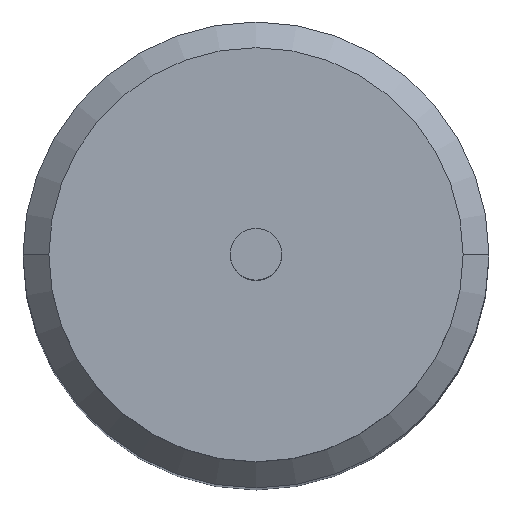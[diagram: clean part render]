
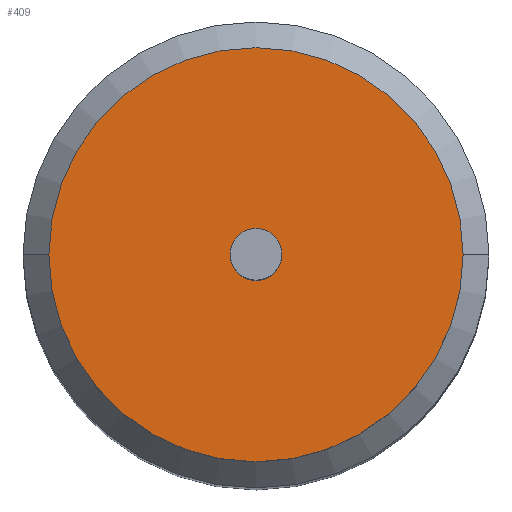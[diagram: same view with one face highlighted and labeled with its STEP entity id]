
A CAD part, top view. The second image highlights one B-rep face of the part: STEP entity #409.
In plain terms, the highlighted planar face has unit normal (0, 0, 1).
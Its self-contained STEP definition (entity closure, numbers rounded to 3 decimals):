
#141=CARTESIAN_POINT('',(0.,0.,50.));
#142=DIRECTION('',(0.,0.,1.));
#143=DIRECTION('',(1.,0.,0.));
#144=AXIS2_PLACEMENT_3D('',#141,#142,#143);
#146=CARTESIAN_POINT('',(0.,0.,50.));
#147=DIRECTION('',(0.,0.,1.));
#148=DIRECTION('',(-1.,0.,0.));
#149=AXIS2_PLACEMENT_3D('',#146,#147,#148);
#151=CARTESIAN_POINT('',(0.,0.,50.));
#152=DIRECTION('',(0.,0.,1.));
#153=DIRECTION('',(1.,0.,0.));
#154=AXIS2_PLACEMENT_3D('',#151,#152,#153);
#156=CARTESIAN_POINT('',(0.,0.,50.));
#157=DIRECTION('',(0.,0.,1.));
#158=DIRECTION('',(-1.,0.,0.));
#159=AXIS2_PLACEMENT_3D('',#156,#157,#158);
#183=CARTESIAN_POINT('',(8.,0.,50.));
#184=CARTESIAN_POINT('',(-8.,0.,50.));
#185=VERTEX_POINT('',#183);
#186=VERTEX_POINT('',#184);
#203=CARTESIAN_POINT('',(1.,0.,50.));
#204=CARTESIAN_POINT('',(-1.,0.,50.));
#205=VERTEX_POINT('',#203);
#206=VERTEX_POINT('',#204);
#394=CARTESIAN_POINT('',(0.,0.,50.));
#395=DIRECTION('',(0.,0.,1.));
#396=DIRECTION('',(1.,0.,0.));
#397=AXIS2_PLACEMENT_3D('',#394,#395,#396);
#398=PLANE('',#397);
#399=ORIENTED_EDGE('',*,*,#362,.F.);
#400=ORIENTED_EDGE('',*,*,#340,.F.);
#401=EDGE_LOOP('',(#399,#400));
#402=FACE_OUTER_BOUND('',#401,.F.);
#404=ORIENTED_EDGE('',*,*,#403,.T.);
#406=ORIENTED_EDGE('',*,*,#405,.T.);
#407=EDGE_LOOP('',(#404,#406));
#408=FACE_BOUND('',#407,.F.);
#409=ADVANCED_FACE('',(#402,#408),#398,.T.);
#145=CIRCLE('',#144,8.);
#150=CIRCLE('',#149,8.);
#155=CIRCLE('',#154,1.);
#160=CIRCLE('',#159,1.);
#340=EDGE_CURVE('',#186,#185,#150,.T.);
#362=EDGE_CURVE('',#185,#186,#145,.T.);
#403=EDGE_CURVE('',#205,#206,#155,.T.);
#405=EDGE_CURVE('',#206,#205,#160,.T.);
